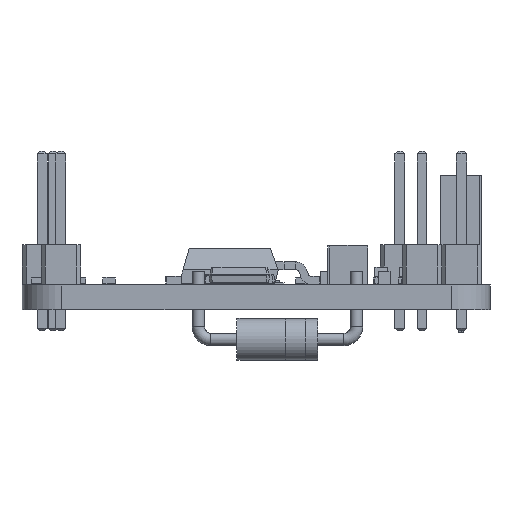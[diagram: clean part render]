
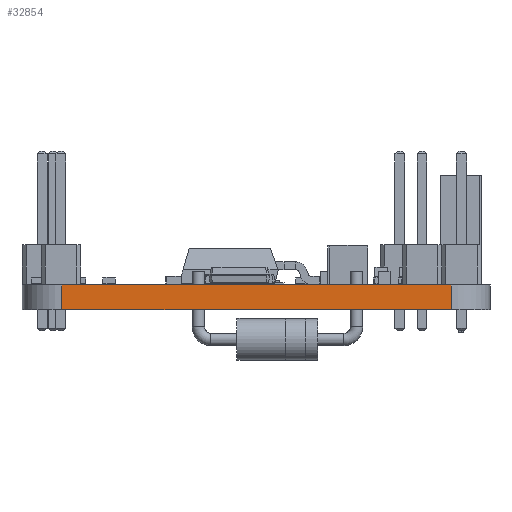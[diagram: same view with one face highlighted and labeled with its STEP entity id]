
A CAD part, front view. The second image highlights one B-rep face of the part: STEP entity #32854.
In plain terms, the highlighted planar face has unit normal (0, -1, 0).
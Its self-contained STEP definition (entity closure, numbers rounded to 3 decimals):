
#31430 = VERTEX_POINT('',#31431);
#31431 = CARTESIAN_POINT('',(151.4,-156.1,0.));
#31438 = EDGE_CURVE('',#31430,#31439,#31441,.T.);
#31439 = VERTEX_POINT('',#31440);
#31440 = CARTESIAN_POINT('',(126.368,-156.1,0.));
#31441 = LINE('',#31442,#31443);
#31442 = CARTESIAN_POINT('',(151.4,-156.1,0.));
#31443 = VECTOR('',#31444,1.);
#31444 = DIRECTION('',(-1.,0.,0.));
#32120 = VERTEX_POINT('',#32121);
#32121 = CARTESIAN_POINT('',(151.4,-156.1,1.6));
#32128 = EDGE_CURVE('',#32120,#32129,#32131,.T.);
#32129 = VERTEX_POINT('',#32130);
#32130 = CARTESIAN_POINT('',(126.368,-156.1,1.6));
#32131 = LINE('',#32132,#32133);
#32132 = CARTESIAN_POINT('',(151.4,-156.1,1.6));
#32133 = VECTOR('',#32134,1.);
#32134 = DIRECTION('',(-1.,0.,0.));
#32826 = EDGE_CURVE('',#31430,#32120,#32827,.T.);
#32827 = LINE('',#32828,#32829);
#32828 = CARTESIAN_POINT('',(151.4,-156.1,0.));
#32829 = VECTOR('',#32830,1.);
#32830 = DIRECTION('',(0.,0.,1.));
#32854 = ADVANCED_FACE('',(#32855),#32866,.T.);
#32855 = FACE_BOUND('',#32856,.T.);
#32856 = EDGE_LOOP('',(#32857,#32858,#32859,#32865));
#32857 = ORIENTED_EDGE('',*,*,#32826,.T.);
#32858 = ORIENTED_EDGE('',*,*,#32128,.T.);
#32859 = ORIENTED_EDGE('',*,*,#32860,.F.);
#32860 = EDGE_CURVE('',#31439,#32129,#32861,.T.);
#32861 = LINE('',#32862,#32863);
#32862 = CARTESIAN_POINT('',(126.368,-156.1,0.));
#32863 = VECTOR('',#32864,1.);
#32864 = DIRECTION('',(0.,0.,1.));
#32865 = ORIENTED_EDGE('',*,*,#31438,.F.);
#32866 = PLANE('',#32867);
#32867 = AXIS2_PLACEMENT_3D('',#32868,#32869,#32870);
#32868 = CARTESIAN_POINT('',(151.4,-156.1,0.));
#32869 = DIRECTION('',(0.,-1.,0.));
#32870 = DIRECTION('',(-1.,0.,0.));
